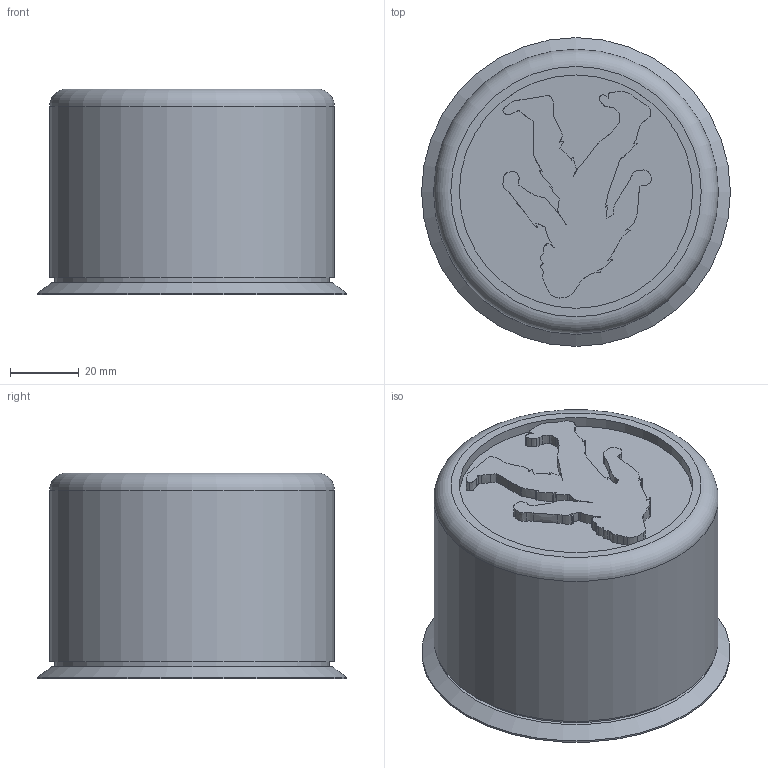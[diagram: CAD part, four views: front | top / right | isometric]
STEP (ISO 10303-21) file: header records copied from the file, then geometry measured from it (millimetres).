
FILE_DESCRIPTION(('FreeCAD Model'),'2;1');
FILE_NAME('Open CASCADE Shape Model','2025-04-18T12:15:08',('Author'),( ''),'Open CASCADE STEP processor 7.8','FreeCAD','Unknown');
FILE_SCHEMA(('AUTOMOTIVE_DESIGN { 1 0 10303 214 1 1 1 1 }'));
Length unit declared in the file: millimetre
Products named in the file (1): Body
Bounding box: 90 x 90 x 60 mm (x, y, z)
Volume: 74227.2 mm3; surface area: 42665.7 mm2
Topology: 1 solids, 1 shells, 197 faces, 568 edges, 378 vertices
Faces by surface type: extrusion 183, plane 7, cylinder 5, torus 1, cone 1
Full cylindrical faces by diameter (mm): 68 x1, 75 x1, 80 x1, 83 x1, 90 x1
Entity records: 7056 total; most frequent: CARTESIAN_POINT 2569, ORIENTED_EDGE 1136, EDGE_CURVE 568, B_SPLINE_CURVE_WITH_KNOTS 549, DIRECTION 428, VERTEX_POINT 378, VECTOR 372, FACE_BOUND 202
